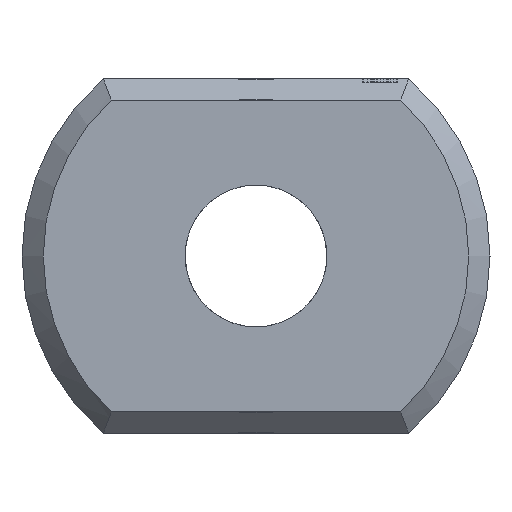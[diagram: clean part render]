
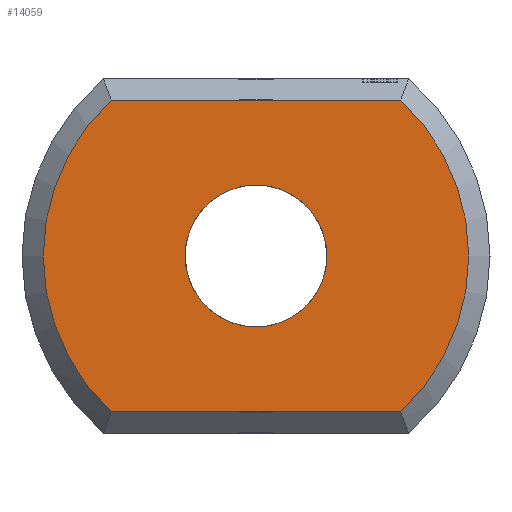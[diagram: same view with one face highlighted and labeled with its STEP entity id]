
A CAD part, left-side view. The second image highlights one B-rep face of the part: STEP entity #14059.
In plain terms, the highlighted planar face has unit normal (-1, 0, 0).
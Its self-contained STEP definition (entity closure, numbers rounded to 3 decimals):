
#3497 = VERTEX_POINT('',#3498);
#3498 = CARTESIAN_POINT('',(0.,-2.04,2.2));
#3507 = VERTEX_POINT('',#3508);
#3508 = CARTESIAN_POINT('',(0.,-2.04,-2.2));
#3515 = EDGE_CURVE('',#3497,#3507,#3516,.T.);
#3516 = CIRCLE('',#3517,3.);
#3517 = AXIS2_PLACEMENT_3D('',#3518,#3519,#3520);
#3518 = CARTESIAN_POINT('',(0.,0.,0.));
#3519 = DIRECTION('',(1.,0.,0.));
#3520 = DIRECTION('',(0.,-0.653,0.758)
  );
#4144 = VERTEX_POINT('',#4145);
#4145 = CARTESIAN_POINT('',(0.,2.04,2.2));
#4152 = EDGE_CURVE('',#3497,#4144,#4153,.T.);
#4153 = LINE('',#4154,#4155);
#4154 = CARTESIAN_POINT('',(0.,-2.154,2.2));
#4155 = VECTOR('',#4156,1.);
#4156 = DIRECTION('',(0.,1.,0.));
#14059 = ADVANCED_FACE('',(#14060,#14079),#14090,.F.);
#14060 = FACE_BOUND('',#14061,.F.);
#14061 = EDGE_LOOP('',(#14062,#14071,#14072,#14073));
#14062 = ORIENTED_EDGE('',*,*,#14063,.T.);
#14063 = EDGE_CURVE('',#14064,#4144,#14066,.T.);
#14064 = VERTEX_POINT('',#14065);
#14065 = CARTESIAN_POINT('',(0.,2.04,-2.2));
#14066 = CIRCLE('',#14067,3.);
#14067 = AXIS2_PLACEMENT_3D('',#14068,#14069,#14070);
#14068 = CARTESIAN_POINT('',(0.,0.,0.));
#14069 = DIRECTION('',(1.,0.,0.));
#14070 = DIRECTION('',(0.,0.653,-0.758)
  );
#14071 = ORIENTED_EDGE('',*,*,#4152,.F.);
#14072 = ORIENTED_EDGE('',*,*,#3515,.T.);
#14073 = ORIENTED_EDGE('',*,*,#14074,.T.);
#14074 = EDGE_CURVE('',#3507,#14064,#14075,.T.);
#14075 = LINE('',#14076,#14077);
#14076 = CARTESIAN_POINT('',(0.,-2.154,-2.2));
#14077 = VECTOR('',#14078,1.);
#14078 = DIRECTION('',(0.,1.,0.));
#14079 = FACE_BOUND('',#14080,.T.);
#14080 = EDGE_LOOP('',(#14081));
#14081 = ORIENTED_EDGE('',*,*,#14082,.T.);
#14082 = EDGE_CURVE('',#14083,#14083,#14085,.T.);
#14083 = VERTEX_POINT('',#14084);
#14084 = CARTESIAN_POINT('',(0.,1.,0.)
  );
#14085 = CIRCLE('',#14086,1.);
#14086 = AXIS2_PLACEMENT_3D('',#14087,#14088,#14089);
#14087 = CARTESIAN_POINT('',(0.,0.,0.));
#14088 = DIRECTION('',(1.,0.,0.));
#14089 = DIRECTION('',(0.,1.,0.));
#14090 = PLANE('',#14091);
#14091 = AXIS2_PLACEMENT_3D('',#14092,#14093,#14094);
#14092 = CARTESIAN_POINT('',(0.,0.,0.));
#14093 = DIRECTION('',(1.,0.,0.));
#14094 = DIRECTION('',(0.,0.,1.));
